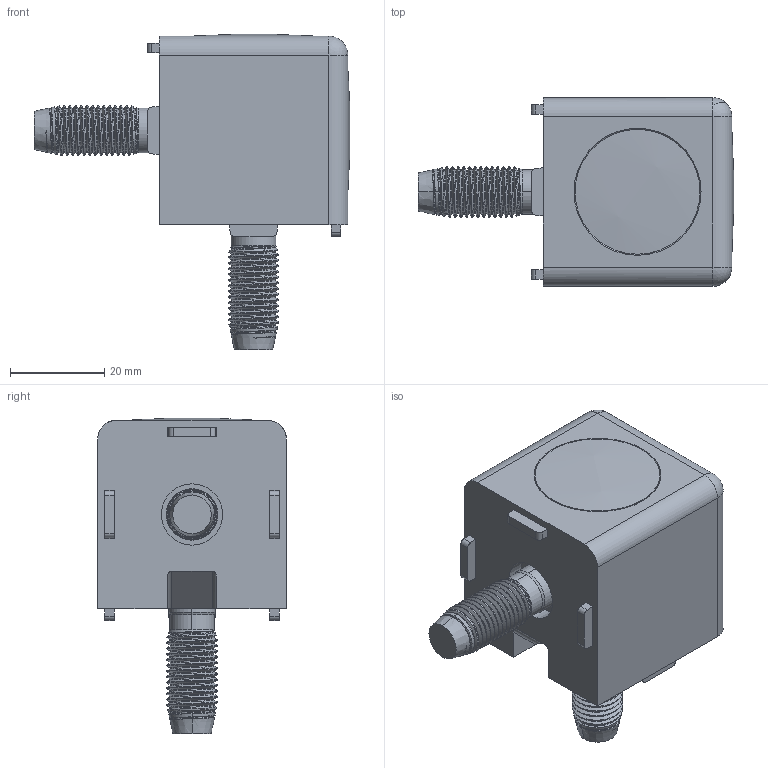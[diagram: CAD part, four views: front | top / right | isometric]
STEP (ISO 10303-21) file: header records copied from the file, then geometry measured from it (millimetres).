
FILE_DESCRIPTION (( 'STEP AP214' ), '1' );
FILE_NAME ('412529395.STEP', '2014-02-17T09:10:08', ( '' ), ( '' ), 'SwSTEP 2.0', 'SolidWorks 2014', '' );
FILE_SCHEMA (( 'AUTOMOTIVE_DESIGN' ));
Length unit declared in the file: millimetre
Products named in the file (1): 412529395
Bounding box: 66.89 x 40 x 66.89 mm (x, y, z)
Volume: 49016.7 mm3; surface area: 20589.2 mm2
Topology: 5 solids, 5 shells, 442 faces, 1225 edges, 804 vertices
Faces by surface type: plane 175, cylinder 145, cone 77, torus 32, sphere 7, bspline 6
Entity records: 23064 total; most frequent: CARTESIAN_POINT 12293, ORIENTED_EDGE 2444, DIRECTION 2033, EDGE_CURVE 1222, VERTEX_POINT 802, AXIS2_PLACEMENT_3D 761, LINE 511, VECTOR 511
